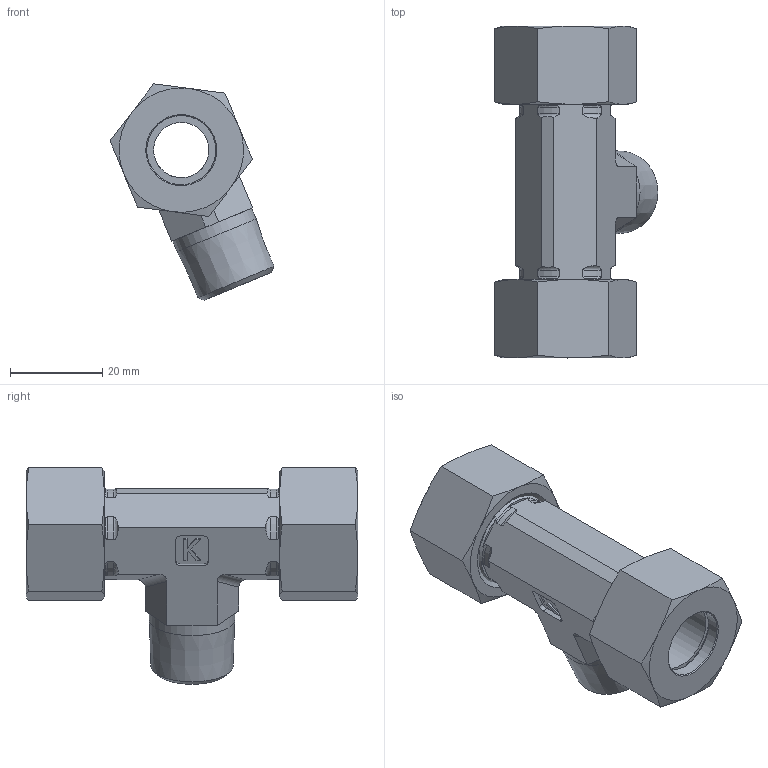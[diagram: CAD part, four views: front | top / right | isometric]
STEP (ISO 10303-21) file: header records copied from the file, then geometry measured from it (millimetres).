
FILE_DESCRIPTION((''),'2;1');
FILE_NAME('27002151822.stp','2014-08-21T15:23:26',(''),('KNOMI spol. s r. o.'),'Autodesk Inventor 2012','Autodesk Inventor 2012','');
FILE_SCHEMA(('AUTOMOTIVE_DESIGN { 1 2 10303 214 0 1 1 1 }'));
Length unit declared in the file: millimetre
Products named in the file (4): THCM2K 15LMkuž M18K/M22; 26002151822; 3911522; 40115
Assembly tree (5 placements, depth 2):
  THCM2K 15LMkuž M18K/M22
    26002151822
    3911522  x2
    40115  x2
Bounding box: 35.56 x 72 x 46.98 mm (x, y, z)
Volume: 28090 mm3; surface area: 17628.1 mm2
Topology: 5 solids, 5 shells, 193 faces, 502 edges, 329 vertices
Faces by surface type: plane 81, cone 47, cylinder 39, torus 26
Full cylindrical faces by diameter (mm): 11 x1, 12 x1, 15 x6, 17.3 x2, 18.532 x1, 20 x2, 20.376 x2, 22 x2
Entity records: 5323 total; most frequent: CARTESIAN_POINT 1366, ORIENTED_EDGE 758, DIRECTION 745, EDGE_CURVE 379, AXIS2_PLACEMENT_3D 295, VERTEX_POINT 261, EDGE_LOOP 200, STYLED_ITEM 166
